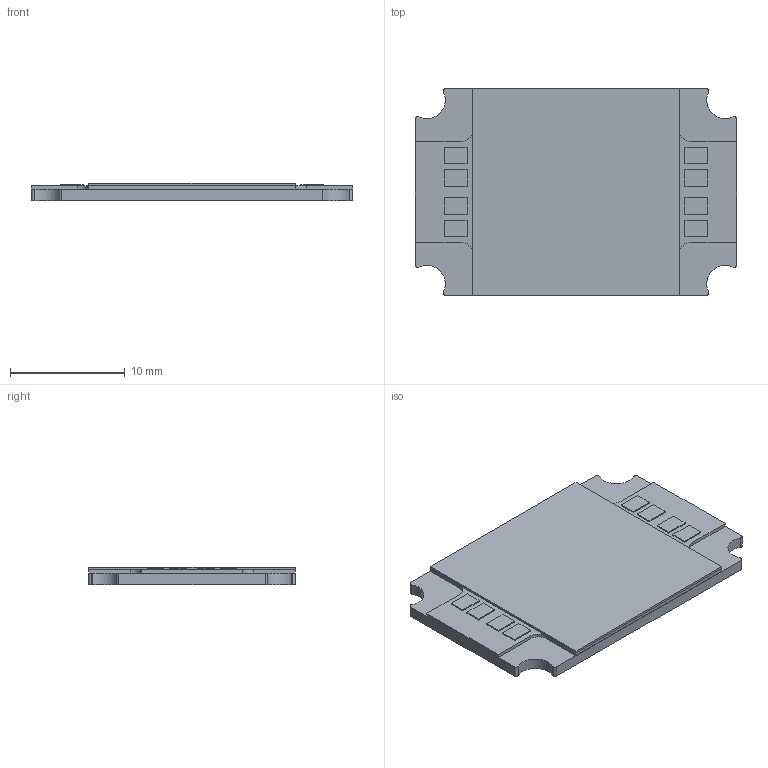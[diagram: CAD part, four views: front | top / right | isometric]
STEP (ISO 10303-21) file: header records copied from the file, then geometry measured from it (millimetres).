
FILE_DESCRIPTION (( 'STEP AP203' ), '1' );
FILE_NAME ('MTN11041-E0W.STEP', '2018-02-09T13:56:19', ( '' ), ( '' ), 'SwSTEP 2.0', 'SolidWorks 2016', '' );
FILE_SCHEMA (( 'CONFIG_CONTROL_DESIGN' ));
Length unit declared in the file: millimetre
Products named in the file (1): MTN11041-E0W
Bounding box: 28 x 18 x 1.5 mm (x, y, z)
Volume: 670.8 mm3; surface area: 2617.1 mm2
Topology: 11 solids, 11 shells, 94 faces, 216 edges, 144 vertices
Faces by surface type: plane 74, cylinder 20
Entity records: 2697 total; most frequent: CARTESIAN_POINT 455, DIRECTION 446, ORIENTED_EDGE 432, EDGE_CURVE 216, LINE 176, VECTOR 176, VERTEX_POINT 144, AXIS2_PLACEMENT_3D 135
